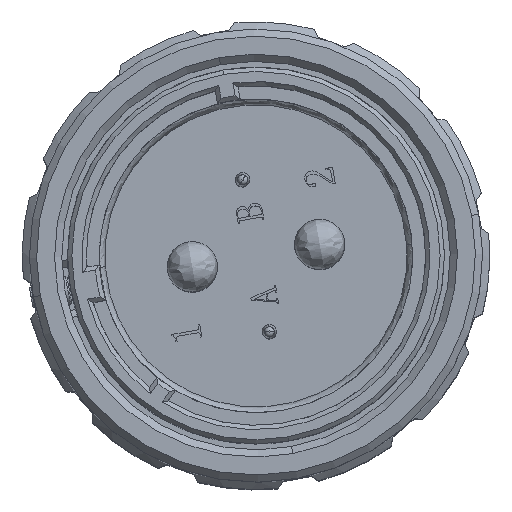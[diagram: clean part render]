
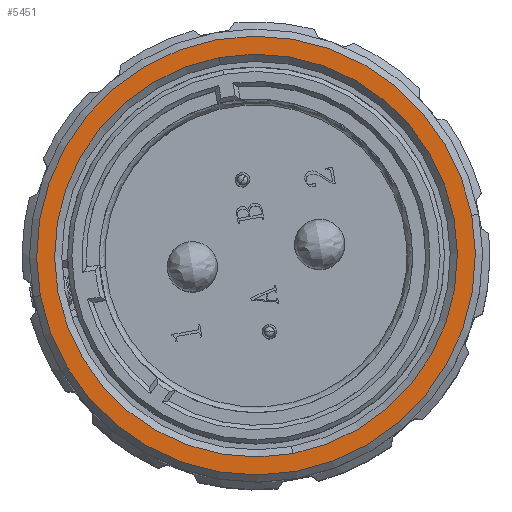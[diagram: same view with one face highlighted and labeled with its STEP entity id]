
A CAD part, top view. The second image highlights one B-rep face of the part: STEP entity #5451.
In plain terms, the highlighted planar face has unit normal (0, 0, 1).
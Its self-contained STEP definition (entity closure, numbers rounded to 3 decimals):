
#5451 = ADVANCED_FACE ( 'NONE', ( #32591, #32585 ), #10271, .F. ) ;
#7106 = VERTEX_POINT ( 'NONE', #24143 ) ;
#7144 = ORIENTED_EDGE ( 'NONE', *, *, #16085, .T. ) ;
#7335 = ORIENTED_EDGE ( 'NONE', *, *, #15802, .F. ) ;
#7367 = ORIENTED_EDGE ( 'NONE', *, *, #16665, .F. ) ;
#7385 = ORIENTED_EDGE ( 'NONE', *, *, #16879, .T. ) ;
#7478 = VERTEX_POINT ( 'NONE', #23825 ) ;
#7695 = VERTEX_POINT ( 'NONE', #23817 ) ;
#8009 = VERTEX_POINT ( 'NONE', #23973 ) ;
#10265 = DIRECTION ( 'NONE',  ( -0.182, 0.983, 0. ) ) ;
#10266 = DIRECTION ( 'NONE',  ( 0., 0., -1. ) ) ;
#10271 = PLANE ( 'NONE',  #17423 ) ;
#10272 = CARTESIAN_POINT ( 'NONE',  ( 10.111, 0.584, 110.025 ) ) ;
#12200 = DIRECTION ( 'NONE',  ( 0.182, -0.983, 0. ) ) ;
#12201 = DIRECTION ( 'NONE',  ( 0., 0., -1. ) ) ;
#12202 = CARTESIAN_POINT ( 'NONE',  ( -5.866, -2.381, 110.025 ) ) ;
#15370 = EDGE_LOOP ( 'NONE', ( #7367, #7335 ) ) ;
#15381 = EDGE_LOOP ( 'NONE', ( #7385, #7144 ) ) ;
#15802 = EDGE_CURVE ( 'NONE', #8009, #7478, #32102, .T. ) ;
#16085 = EDGE_CURVE ( 'NONE', #7695, #7106, #31515, .T. ) ;
#16665 = EDGE_CURVE ( 'NONE', #7478, #8009, #19162, .T. ) ;
#16879 = EDGE_CURVE ( 'NONE', #7106, #7695, #21199, .T. ) ;
#17423 = AXIS2_PLACEMENT_3D ( 'NONE', #10272, #10266, #10265 ) ;
#18214 = DIRECTION ( 'NONE',  ( 0.983, 0.182, 0. ) ) ;
#18215 = DIRECTION ( 'NONE',  ( 0., 0., -1. ) ) ;
#18216 = CARTESIAN_POINT ( 'NONE',  ( -5.866, -2.381, 110.025 ) ) ;
#19162 = CIRCLE ( 'NONE', #19679, 15.25 ) ;
#19422 = AXIS2_PLACEMENT_3D ( 'NONE', #20838, #20837, #20836 ) ;
#19525 = AXIS2_PLACEMENT_3D ( 'NONE', #28353, #28351, #28347 ) ;
#19679 = AXIS2_PLACEMENT_3D ( 'NONE', #18216, #18215, #18214 ) ;
#19761 = AXIS2_PLACEMENT_3D ( 'NONE', #12202, #12201, #12200 ) ;
#20836 = DIRECTION ( 'NONE',  ( 0.983, 0.182, 0. ) ) ;
#20837 = DIRECTION ( 'NONE',  ( 0., 0., -1. ) ) ;
#20838 = CARTESIAN_POINT ( 'NONE',  ( -5.866, -2.381, 110.025 ) ) ;
#21199 = CIRCLE ( 'NONE', #19761, 14. ) ;
#23817 = CARTESIAN_POINT ( 'NONE',  ( -8.421, 11.384, 110.025 ) ) ;
#23825 = CARTESIAN_POINT ( 'NONE',  ( 9.128, 0.402, 110.025 ) ) ;
#23973 = CARTESIAN_POINT ( 'NONE',  ( -20.86, -5.164, 110.025 ) ) ;
#24143 = CARTESIAN_POINT ( 'NONE',  ( -3.311, -16.146, 110.025 ) ) ;
#28347 = DIRECTION ( 'NONE',  ( 0.182, -0.983, 0. ) ) ;
#28351 = DIRECTION ( 'NONE',  ( 0., 0., -1. ) ) ;
#28353 = CARTESIAN_POINT ( 'NONE',  ( -5.866, -2.381, 110.025 ) ) ;
#31515 = CIRCLE ( 'NONE', #19525, 14. ) ;
#32102 = CIRCLE ( 'NONE', #19422, 15.25 ) ;
#32585 = FACE_BOUND ( 'NONE', #15381, .T. ) ;
#32591 = FACE_OUTER_BOUND ( 'NONE', #15370, .T. ) ;
